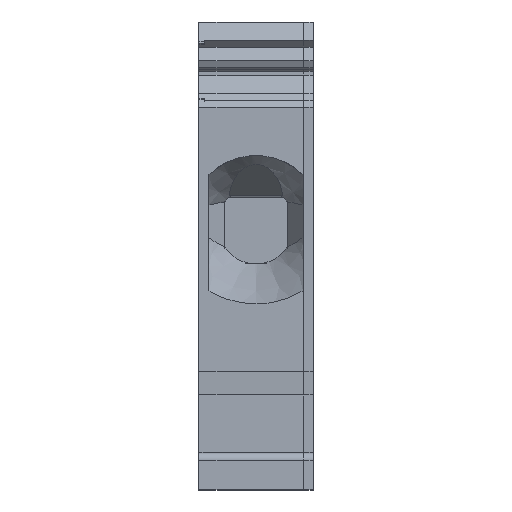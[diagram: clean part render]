
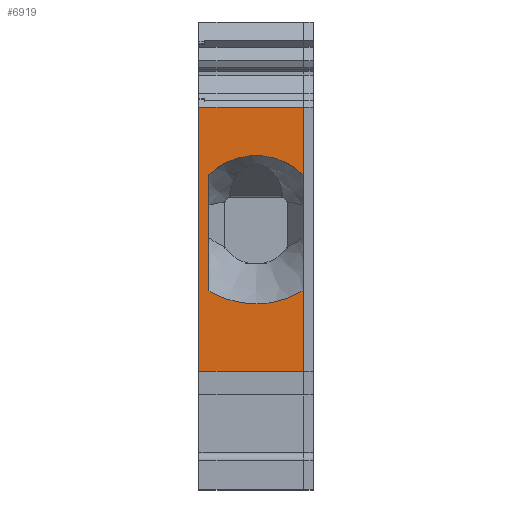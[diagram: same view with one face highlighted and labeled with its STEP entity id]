
A CAD part, front view. The second image highlights one B-rep face of the part: STEP entity #6919.
In plain terms, the highlighted planar face has unit normal (0, -1, 0).
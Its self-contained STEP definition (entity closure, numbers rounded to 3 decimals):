
#3974=AXIS2_PLACEMENT_3D('Plane Axis2P3D',#3971,#3972,#3973) ;
#6909=AXIS2_PLACEMENT_3D('Circle Axis2P3D',#6907,#6908,$) ;
#3971=CARTESIAN_POINT('Axis2P3D Location',(12.15,0.,13.6)) ;
#5150=CARTESIAN_POINT('Vertex',(11.15,0.,40.674)) ;
#5153=CARTESIAN_POINT('Line Origine',(11.15,0.,26.637)) ;
#5157=CARTESIAN_POINT('Vertex',(11.15,0.,12.6)) ;
#5917=CARTESIAN_POINT('Vertex',(0.,0.,12.6)) ;
#5920=CARTESIAN_POINT('Line Origine',(0.,0.,26.637)) ;
#5924=CARTESIAN_POINT('Vertex',(0.,0.,40.674)) ;
#6845=CARTESIAN_POINT('Line Origine',(5.575,0.,12.6)) ;
#6857=CARTESIAN_POINT('Line Origine',(5.575,0.,40.674)) ;
#6868=CARTESIAN_POINT('Line Origine',(11.075,0.,27.332)) ;
#6872=CARTESIAN_POINT('Vertex',(11.075,0.,33.501)) ;
#6874=CARTESIAN_POINT('Vertex',(11.075,0.,21.163)) ;
#6878=CARTESIAN_POINT('Control Point',(11.075,0.,21.163)) ;
#6879=CARTESIAN_POINT('Control Point',(10.173,0.,20.623)) ;
#6880=CARTESIAN_POINT('Control Point',(9.198,0.,20.205)) ;
#6881=CARTESIAN_POINT('Control Point',(8.174,0.,19.922)) ;
#6882=CARTESIAN_POINT('Control Point',(7.125,0.,19.78)) ;
#6883=CARTESIAN_POINT('Control Point',(6.075,0.,19.78)) ;
#6884=CARTESIAN_POINT('Vertex',(6.075,0.,19.78)) ;
#6888=CARTESIAN_POINT('Control Point',(6.075,0.,19.78)) ;
#6889=CARTESIAN_POINT('Control Point',(5.902,0.,19.78)) ;
#6890=CARTESIAN_POINT('Control Point',(5.729,0.,19.784)) ;
#6891=CARTESIAN_POINT('Control Point',(5.556,0.,19.792)) ;
#6892=CARTESIAN_POINT('Control Point',(4.508,0.,19.862)) ;
#6893=CARTESIAN_POINT('Control Point',(3.473,0.,20.073)) ;
#6894=CARTESIAN_POINT('Control Point',(2.632,0.,20.347)) ;
#6895=CARTESIAN_POINT('Control Point',(1.829,0.,20.712)) ;
#6896=CARTESIAN_POINT('Control Point',(1.075,0.,21.163)) ;
#6897=CARTESIAN_POINT('Vertex',(1.075,0.,21.163)) ;
#6900=CARTESIAN_POINT('Line Origine',(1.075,0.,27.332)) ;
#6904=CARTESIAN_POINT('Vertex',(1.075,0.,33.501)) ;
#6907=CARTESIAN_POINT('Axis2P3D Location',(6.075,0.,28.461)) ;
#3972=DIRECTION('Axis2P3D Direction',(0.,1.,0.)) ;
#3973=DIRECTION('Axis2P3D XDirection',(0.,0.,-1.)) ;
#5154=DIRECTION('Vector Direction',(0.,0.,-1.)) ;
#5921=DIRECTION('Vector Direction',(0.,0.,1.)) ;
#6846=DIRECTION('Vector Direction',(1.,0.,0.)) ;
#6858=DIRECTION('Vector Direction',(-1.,0.,0.)) ;
#6869=DIRECTION('Vector Direction',(0.,0.,-1.)) ;
#6901=DIRECTION('Vector Direction',(0.,0.,-1.)) ;
#6908=DIRECTION('Axis2P3D Direction',(0.,1.,0.)) ;
#5155=VECTOR('Line Direction',#5154,1.) ;
#5922=VECTOR('Line Direction',#5921,1.) ;
#6847=VECTOR('Line Direction',#6846,1.) ;
#6859=VECTOR('Line Direction',#6858,1.) ;
#6870=VECTOR('Line Direction',#6869,1.) ;
#6902=VECTOR('Line Direction',#6901,1.) ;
#6863=ORIENTED_EDGE('',*,*,#5159,.F.) ;
#6864=ORIENTED_EDGE('',*,*,#6861,.T.) ;
#6865=ORIENTED_EDGE('',*,*,#5926,.F.) ;
#6866=ORIENTED_EDGE('',*,*,#6849,.T.) ;
#6913=ORIENTED_EDGE('',*,*,#6876,.T.) ;
#6914=ORIENTED_EDGE('',*,*,#6886,.T.) ;
#6915=ORIENTED_EDGE('',*,*,#6899,.T.) ;
#6916=ORIENTED_EDGE('',*,*,#6906,.F.) ;
#6917=ORIENTED_EDGE('',*,*,#6911,.T.) ;
#6918=FACE_BOUND('',#6912,.T.) ;
#6919=ADVANCED_FACE('MANIFOLD_SOLID_BREP #80590',(#6867,#6918),#3975,.F.) ;
#6877=B_SPLINE_CURVE_WITH_KNOTS('',5,(#6878,#6879,#6880,#6881,#6882,#6883),.UNSPECIFIED.,.F.,.U.,(6,6),(0.,9.12),.UNSPECIFIED.) ;
#6887=B_SPLINE_CURVE_WITH_KNOTS('',5,(#6888,#6889,#6890,#6891,#6892,#6893,#6894,#6895,#6896),.UNSPECIFIED.,.F.,.U.,(6,3,6),(9.12,10.624,18.24),.UNSPECIFIED.) ;
#6910=CIRCLE('generated circle',#6909,7.1) ;
#5159=EDGE_CURVE('',#5151,#5158,#5156,.T.) ;
#5926=EDGE_CURVE('',#5918,#5925,#5923,.T.) ;
#6849=EDGE_CURVE('',#5918,#5158,#6848,.T.) ;
#6861=EDGE_CURVE('',#5151,#5925,#6860,.T.) ;
#6876=EDGE_CURVE('',#6873,#6875,#6871,.T.) ;
#6886=EDGE_CURVE('',#6875,#6885,#6877,.T.) ;
#6899=EDGE_CURVE('',#6885,#6898,#6887,.T.) ;
#6906=EDGE_CURVE('',#6905,#6898,#6903,.T.) ;
#6911=EDGE_CURVE('',#6905,#6873,#6910,.T.) ;
#6862=EDGE_LOOP('',(#6863,#6864,#6865,#6866)) ;
#6912=EDGE_LOOP('',(#6913,#6914,#6915,#6916,#6917)) ;
#6867=FACE_OUTER_BOUND('',#6862,.T.) ;
#5156=LINE('Line',#5153,#5155) ;
#5923=LINE('Line',#5920,#5922) ;
#6848=LINE('Line',#6845,#6847) ;
#6860=LINE('Line',#6857,#6859) ;
#6871=LINE('Line',#6868,#6870) ;
#6903=LINE('Line',#6900,#6902) ;
#3975=PLANE('',#3974) ;
#5151=VERTEX_POINT('',#5150) ;
#5158=VERTEX_POINT('',#5157) ;
#5918=VERTEX_POINT('',#5917) ;
#5925=VERTEX_POINT('',#5924) ;
#6873=VERTEX_POINT('',#6872) ;
#6875=VERTEX_POINT('',#6874) ;
#6885=VERTEX_POINT('',#6884) ;
#6898=VERTEX_POINT('',#6897) ;
#6905=VERTEX_POINT('',#6904) ;
